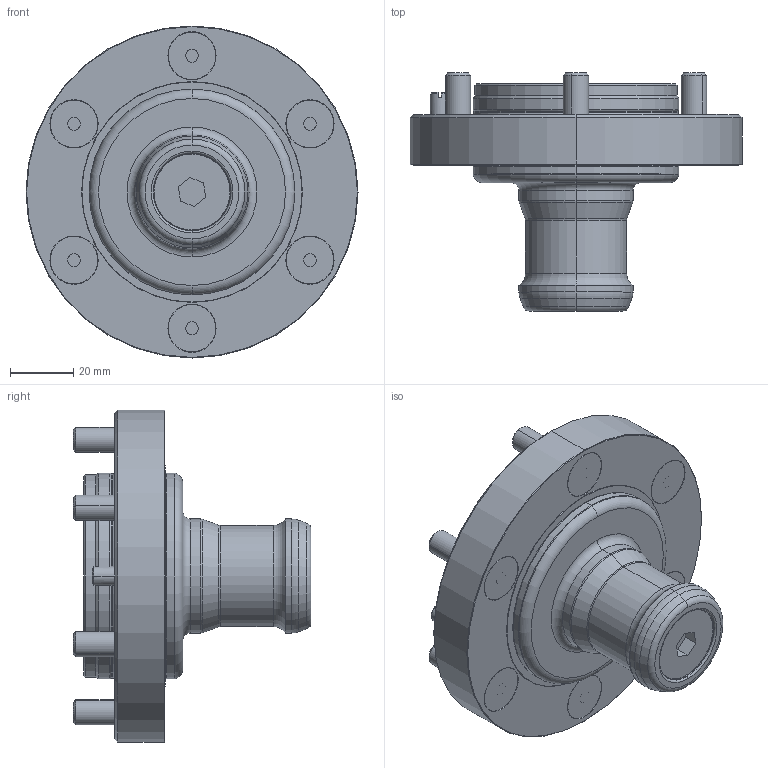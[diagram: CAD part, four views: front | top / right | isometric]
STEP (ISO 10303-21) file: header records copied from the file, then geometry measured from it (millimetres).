
FILE_DESCRIPTION (( 'STEP AP214' ), '1' );
FILE_NAME ('STARK_804 590_A.STEP', '2017-06-07T04:28:14', ( '' ), ( '' ), 'SwSTEP 2.0', 'SolidWorks 2015', '' );
FILE_SCHEMA (( 'AUTOMOTIVE_DESIGN' ));
Length unit declared in the file: millimetre
Products named in the file (1): STARK_804 590_A
Bounding box: 104.8 x 75.12 x 104.8 mm (x, y, z)
Volume: 222649.7 mm3; surface area: 37964 mm2
Topology: 1 solids, 7 shells, 311 faces, 664 edges, 413 vertices
Faces by surface type: plane 108, cylinder 92, cone 75, torus 36
Entity records: 10803 total; most frequent: DIRECTION 1637, CARTESIAN_POINT 1397, ORIENTED_EDGE 1320, AXIS2_PLACEMENT_3D 669, EDGE_CURVE 660, VERTEX_POINT 413, EDGE_LOOP 361, CIRCLE 357
